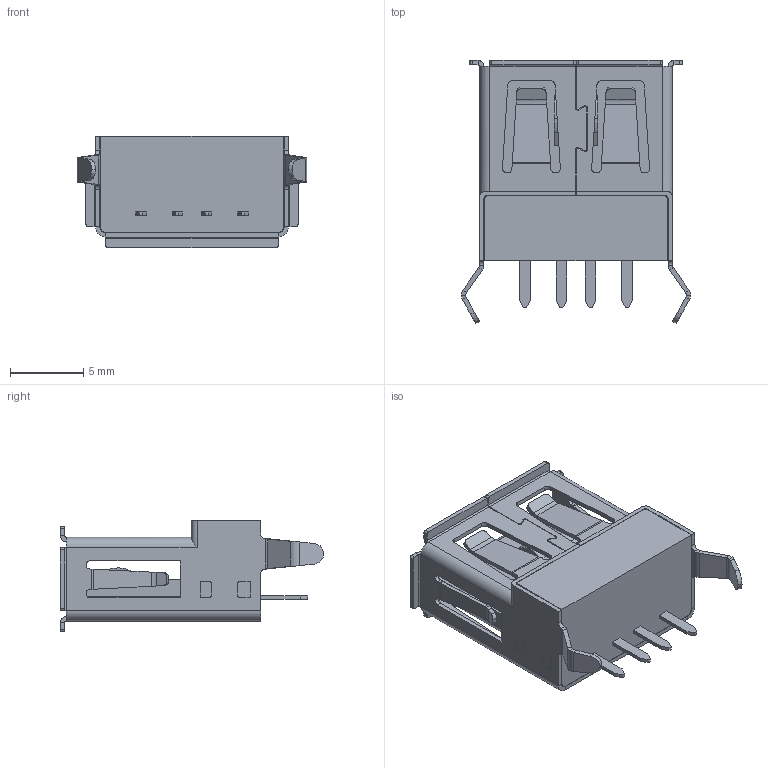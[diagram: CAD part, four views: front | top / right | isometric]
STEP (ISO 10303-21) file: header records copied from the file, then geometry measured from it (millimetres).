
FILE_DESCRIPTION (( 'STEP AP214' ), '1' );
FILE_NAME ('USB-A1VSB6.STEP', '2020-04-23T12:16:25', ( '' ), ( '' ), 'SwSTEP 2.0', 'SolidWorks 2017', '' );
FILE_SCHEMA (( 'AUTOMOTIVE_DESIGN' ));
Length unit declared in the file: millimetre
Products named in the file (1): USB-A1VSB6
Bounding box: 15.69 x 18 x 7.64 mm (x, y, z)
Volume: 702.5 mm3; surface area: 1592.4 mm2
Topology: 10 solids, 10 shells, 571 faces, 1436 edges, 892 vertices
Faces by surface type: plane 321, cylinder 184, bspline 64, cone 2
Entity records: 18099 total; most frequent: CARTESIAN_POINT 4762, ORIENTED_EDGE 2872, DIRECTION 2606, EDGE_CURVE 1436, VECTOR 990, LINE 990, VERTEX_POINT 892, AXIS2_PLACEMENT_3D 808
